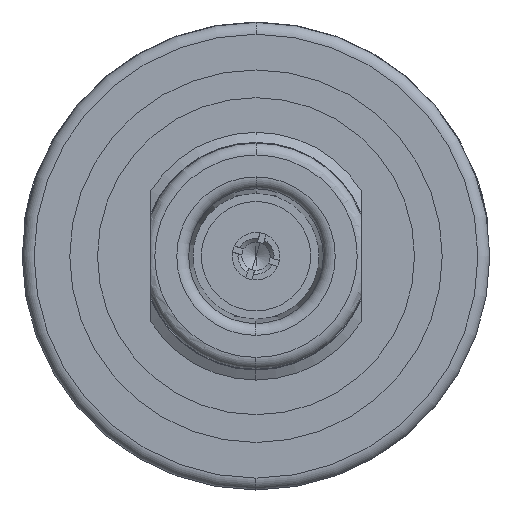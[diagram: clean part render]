
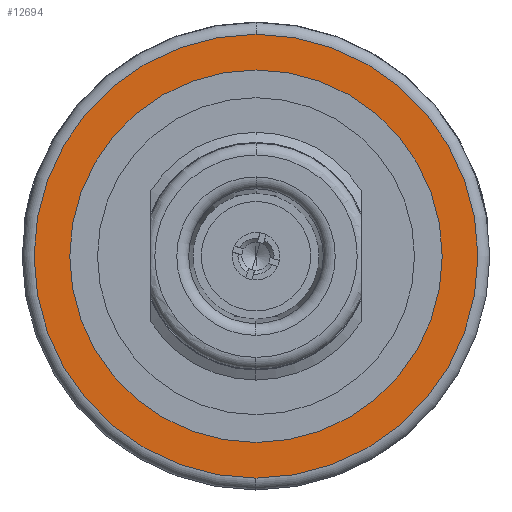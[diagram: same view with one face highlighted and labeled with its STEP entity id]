
A CAD part, left-side view. The second image highlights one B-rep face of the part: STEP entity #12694.
In plain terms, the highlighted planar face has unit normal (-1, 0, 0).
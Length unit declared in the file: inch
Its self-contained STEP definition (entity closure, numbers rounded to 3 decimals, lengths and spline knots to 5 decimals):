
#493 = CIRCLE ( 'NONE', #13080, 0.56 ) ;
#528 = DIRECTION ( 'NONE',  ( -1., 0., 0. ) ) ;
#863 = CIRCLE ( 'NONE', #4371, 0.56 ) ;
#1134 = CARTESIAN_POINT ( 'NONE',  ( -0.53, 0.47, 0. ) ) ;
#1407 = FACE_BOUND ( 'NONE', #12695, .T. ) ;
#1683 = CARTESIAN_POINT ( 'NONE',  ( -0.53, 0., 0. ) ) ;
#1799 = VERTEX_POINT ( 'NONE', #3553 ) ;
#1900 = CARTESIAN_POINT ( 'NONE',  ( -0.53, 0., 0. ) ) ;
#2075 = EDGE_CURVE ( 'NONE', #10573, #16587, #4263, .T. ) ;
#3180 = DIRECTION ( 'NONE',  ( -1., 0., 0. ) ) ;
#3553 = CARTESIAN_POINT ( 'NONE',  ( -0.53, 0., 0.56 ) ) ;
#4263 = CIRCLE ( 'NONE', #9618, 0.47 ) ;
#4371 = AXIS2_PLACEMENT_3D ( 'NONE', #1683, #528, #16252 ) ;
#4390 = CARTESIAN_POINT ( 'NONE',  ( -0.53, 0., 0. ) ) ;
#5401 = ORIENTED_EDGE ( 'NONE', *, *, #7184, .T. ) ;
#6326 = DIRECTION ( 'NONE',  ( 1., 0., 0. ) ) ;
#6343 = AXIS2_PLACEMENT_3D ( 'NONE', #1134, #6326, #11697 ) ;
#6963 = ORIENTED_EDGE ( 'NONE', *, *, #2075, .F. ) ;
#7184 = EDGE_CURVE ( 'NONE', #9998, #1799, #493, .T. ) ;
#7938 = ORIENTED_EDGE ( 'NONE', *, *, #16202, .T. ) ;
#8241 = DIRECTION ( 'NONE',  ( -1., 0., 0. ) ) ;
#9011 = PLANE ( 'NONE',  #6343 ) ;
#9114 = CARTESIAN_POINT ( 'NONE',  ( -0.53, 0., -0.47 ) ) ;
#9526 = DIRECTION ( 'NONE',  ( 0., 0., 1. ) ) ;
#9618 = AXIS2_PLACEMENT_3D ( 'NONE', #4390, #3180, #13723 ) ;
#9846 = ORIENTED_EDGE ( 'NONE', *, *, #12419, .F. ) ;
#9998 = VERTEX_POINT ( 'NONE', #15450 ) ;
#10573 = VERTEX_POINT ( 'NONE', #16737 ) ;
#11320 = AXIS2_PLACEMENT_3D ( 'NONE', #16087, #8241, #9526 ) ;
#11697 = DIRECTION ( 'NONE',  ( 0., 0., -1. ) ) ;
#12419 = EDGE_CURVE ( 'NONE', #16587, #10573, #14748, .T. ) ;
#12422 = DIRECTION ( 'NONE',  ( -1., 0., 0. ) ) ;
#12694 = ADVANCED_FACE ( 'NONE', ( #1407, #13556 ), #9011, .F. ) ;
#12695 = EDGE_LOOP ( 'NONE', ( #6963, #9846 ) ) ;
#13080 = AXIS2_PLACEMENT_3D ( 'NONE', #1900, #12422, #13715 ) ;
#13556 = FACE_OUTER_BOUND ( 'NONE', #16958, .T. ) ;
#13715 = DIRECTION ( 'NONE',  ( 0., 0., 1. ) ) ;
#13723 = DIRECTION ( 'NONE',  ( 0., 0., 1. ) ) ;
#14748 = CIRCLE ( 'NONE', #11320, 0.47 ) ;
#15450 = CARTESIAN_POINT ( 'NONE',  ( -0.53, 0., -0.56 ) ) ;
#16087 = CARTESIAN_POINT ( 'NONE',  ( -0.53, 0., 0. ) ) ;
#16202 = EDGE_CURVE ( 'NONE', #1799, #9998, #863, .T. ) ;
#16252 = DIRECTION ( 'NONE',  ( 0., 0., 1. ) ) ;
#16587 = VERTEX_POINT ( 'NONE', #9114 ) ;
#16737 = CARTESIAN_POINT ( 'NONE',  ( -0.53, 0., 0.47 ) ) ;
#16958 = EDGE_LOOP ( 'NONE', ( #7938, #5401 ) ) ;
